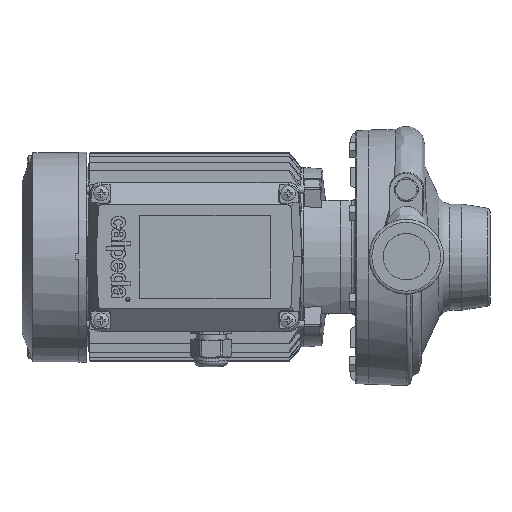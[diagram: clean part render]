
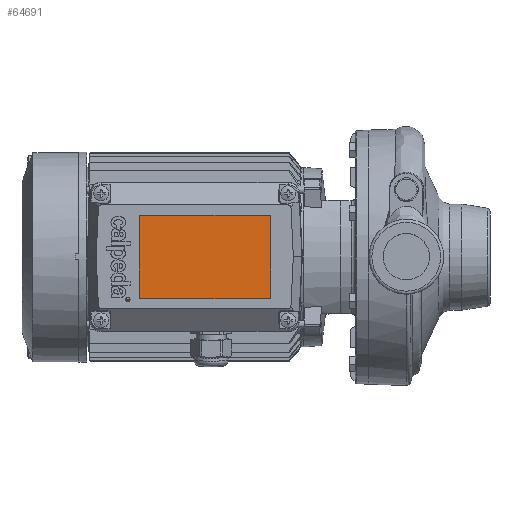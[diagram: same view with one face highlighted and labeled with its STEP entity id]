
A CAD part, top view. The second image highlights one B-rep face of the part: STEP entity #64691.
In plain terms, the highlighted planar face has unit normal (0, 0, 1).
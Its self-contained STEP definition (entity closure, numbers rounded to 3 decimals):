
#64485=CARTESIAN_POINT('',(-233.638,28.,200.5));
#64486=VERTEX_POINT('',#64485);
#64494=CARTESIAN_POINT('',(-234.638,27.,200.5));
#64495=VERTEX_POINT('',#64494);
#64502=CARTESIAN_POINT('',(-233.638,27.,200.5));
#64503=DIRECTION('',(0.,0.,1.0));
#64504=DIRECTION('',(0.,1.0,0.));
#64505=AXIS2_PLACEMENT_3D('',#64502,#64503,#64504);
#64506=CIRCLE('',#64505,1.0);
#64507=EDGE_CURVE('',#64486,#64495,#64506,.T.);
#64519=CARTESIAN_POINT('',(-234.638,-27.,200.5));
#64520=VERTEX_POINT('',#64519);
#64527=CARTESIAN_POINT('',(-234.638,27.,200.5));
#64528=DIRECTION('',(0.0,-1.0,0.0));
#64529=VECTOR('',#64528,54.0);
#64530=LINE('',#64527,#64529);
#64531=EDGE_CURVE('',#64495,#64520,#64530,.T.);
#64543=CARTESIAN_POINT('',(-233.638,-28.,200.5));
#64544=VERTEX_POINT('',#64543);
#64551=CARTESIAN_POINT('',(-233.638,-27.,200.5));
#64552=DIRECTION('',(0.,0.,1.0));
#64553=DIRECTION('',(-1.0,0.,0.));
#64554=AXIS2_PLACEMENT_3D('',#64551,#64552,#64553);
#64555=CIRCLE('',#64554,1.0);
#64556=EDGE_CURVE('',#64520,#64544,#64555,.T.);
#64568=CARTESIAN_POINT('',(-147.638,-28.,200.5));
#64569=VERTEX_POINT('',#64568);
#64576=CARTESIAN_POINT('',(-233.638,-28.,200.5));
#64577=DIRECTION('',(1.0,0.,0.));
#64578=VECTOR('',#64577,86.0);
#64579=LINE('',#64576,#64578);
#64580=EDGE_CURVE('',#64544,#64569,#64579,.T.);
#64592=CARTESIAN_POINT('',(-146.638,-27.,200.5));
#64593=VERTEX_POINT('',#64592);
#64600=CARTESIAN_POINT('',(-147.638,-27.,200.5));
#64601=DIRECTION('',(0.,0.,1.0));
#64602=DIRECTION('',(0.,-1.0,0.));
#64603=AXIS2_PLACEMENT_3D('',#64600,#64601,#64602);
#64604=CIRCLE('',#64603,1.0);
#64605=EDGE_CURVE('',#64569,#64593,#64604,.T.);
#64617=CARTESIAN_POINT('',(-146.638,27.,200.5));
#64618=VERTEX_POINT('',#64617);
#64625=CARTESIAN_POINT('',(-146.638,-27.,200.5));
#64626=DIRECTION('',(0.0,1.0,0.0));
#64627=VECTOR('',#64626,54.0);
#64628=LINE('',#64625,#64627);
#64629=EDGE_CURVE('',#64593,#64618,#64628,.T.);
#64641=CARTESIAN_POINT('',(-147.638,28.,200.5));
#64642=VERTEX_POINT('',#64641);
#64649=CARTESIAN_POINT('',(-147.638,27.,200.5));
#64650=DIRECTION('',(0.,0.,1.0));
#64651=DIRECTION('',(1.0,0.,0.));
#64652=AXIS2_PLACEMENT_3D('',#64649,#64650,#64651);
#64653=CIRCLE('',#64652,1.0);
#64654=EDGE_CURVE('',#64618,#64642,#64653,.T.);
#64664=CARTESIAN_POINT('',(-147.638,28.,200.5));
#64665=DIRECTION('',(-1.0,0.,0.));
#64666=VECTOR('',#64665,86.0);
#64667=LINE('',#64664,#64666);
#64668=EDGE_CURVE('',#64642,#64486,#64667,.T.);
#64676=CARTESIAN_POINT('',(-146.627,28.011,200.5));
#64677=DIRECTION('',(0.,0.,1.0));
#64678=DIRECTION('',(-1.0,0.,0.));
#64679=AXIS2_PLACEMENT_3D('',#64676,#64677,#64678);
#64680=PLANE('',#64679);
#64681=ORIENTED_EDGE('',*,*,#64507,.T.);
#64682=ORIENTED_EDGE('',*,*,#64531,.T.);
#64683=ORIENTED_EDGE('',*,*,#64556,.T.);
#64684=ORIENTED_EDGE('',*,*,#64580,.T.);
#64685=ORIENTED_EDGE('',*,*,#64605,.T.);
#64686=ORIENTED_EDGE('',*,*,#64629,.T.);
#64687=ORIENTED_EDGE('',*,*,#64654,.T.);
#64688=ORIENTED_EDGE('',*,*,#64668,.T.);
#64689=EDGE_LOOP('',(#64681,#64682,#64683,#64684,#64685,#64686,#64687,#64688));
#64690=FACE_OUTER_BOUND('',#64689,.T.);
#64691=ADVANCED_FACE('',(#64690),#64680,.T.);
